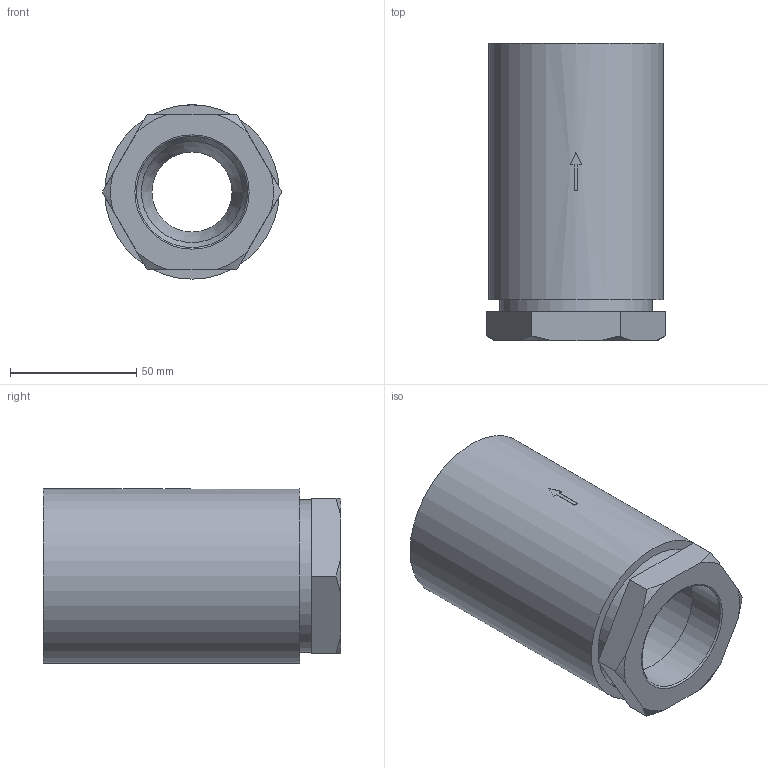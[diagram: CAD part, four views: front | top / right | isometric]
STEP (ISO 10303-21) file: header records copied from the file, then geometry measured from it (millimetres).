
FILE_DESCRIPTION(/* description */ (''),/* implementation_level */ '2;1');
FILE_NAME(/* name */ 'AV-150-316SS_R0.stp',/* time_stamp */ '2025-11-05T11:07:11-05:00',/* author */ ('Engineering'),/* organization */ (''),/* preprocessor_version */ 'ST-DEVELOPER v20.1',/* originating_system */ 'Autodesk Inventor 2026',/* authorisation */ '');
FILE_SCHEMA (('AUTOMOTIVE_DESIGN { 1 0 10303 214 3 1 1 }'));
Length unit declared in the file: inch
Products named in the file (3): AV-150-316SS_R0; AV-1A-150NPT_R1; BUSHING_200X150_R0
Assembly tree (2 placements, depth 2):
  AV-150-316SS_R0
    AV-1A-150NPT_R1
    BUSHING_200X150_R0
Bounding box: 71.12 x 117.86 x 69.09 mm (x, y, z)
Volume: 231016.4 mm3; surface area: 58166.8 mm2
Topology: 2 solids, 2 shells, 43 faces, 96 edges, 63 vertices
Faces by surface type: plane 22, cone 12, cylinder 8, torus 1
Full cylindrical faces by diameter (mm): 31.75 x1, 44.044 x1, 52.07 x1, 52.324 x1, 60.325 x1, 61.468 x1, 69.088 x1
Entity records: 1313 total; most frequent: CARTESIAN_POINT 231, DIRECTION 222, ORIENTED_EDGE 192, EDGE_CURVE 96, AXIS2_PLACEMENT_3D 90, VERTEX_POINT 63, EDGE_LOOP 53, FACE_OUTER_BOUND 43
